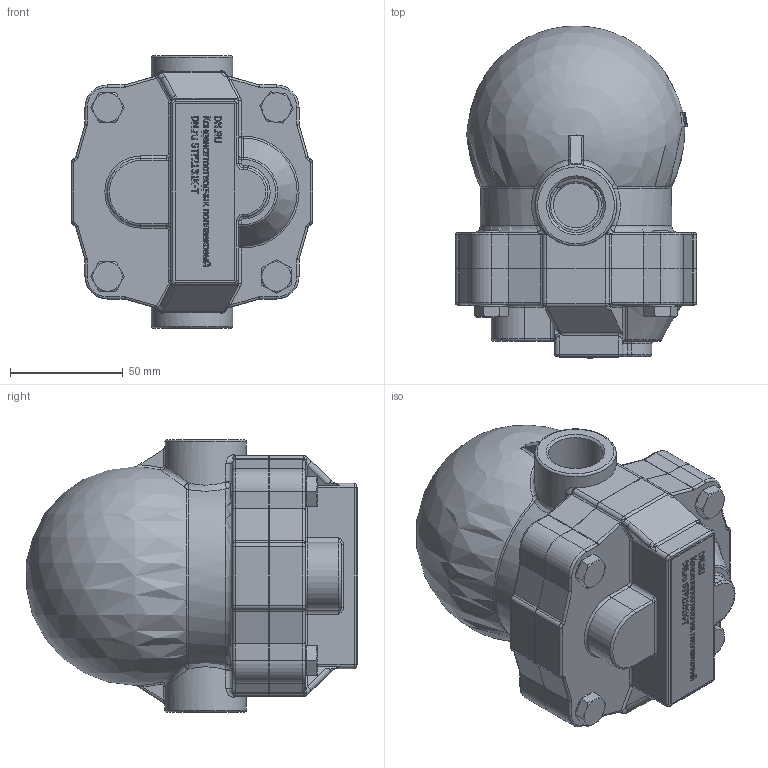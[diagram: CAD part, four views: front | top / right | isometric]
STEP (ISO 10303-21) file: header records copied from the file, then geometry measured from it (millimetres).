
FILE_DESCRIPTION(/* description */ (''),/* implementation_level */ '2;1');
FILE_NAME(/* name */ 'DN20_3D_STEP.stp',/* time_stamp */ '2025-11-23T00:31:02+03:00',/* author */ ('igorr'),/* organization */ (''),/* preprocessor_version */ 'ST-DEVELOPER v20',/* originating_system */ 'Autodesk Inventor 2025',/* authorisation */ '');
FILE_SCHEMA (('AUTOMOTIVE_DESIGN { 1 0 10303 214 3 1 1 }'));
Length unit declared in the file: millimetre
Products named in the file (3): Сборка1; Деталь1; AS 1110 - M8 x 12
Assembly tree (5 placements, depth 2):
  Сборка1
    Деталь1
    AS 1110 - M8 x 12  x4
Bounding box: 107 x 147.25 x 121 mm (x, y, z)
Volume: 921848 mm3; surface area: 90777.2 mm2
Topology: 9 solids, 9 shells, 1326 faces, 3422 edges, 2194 vertices
Faces by surface type: plane 632, bspline 395, cylinder 185, torus 63, cone 35, sphere 16
Full cylindrical faces by diameter (mm): 8 x8, 9 x8, 13 x4, 20 x2, 24.117 x2, 36.117 x2, 50.24 x1
Entity records: 45643 total; most frequent: CARTESIAN_POINT 15786, ORIENTED_EDGE 6520, DIRECTION 4800, EDGE_CURVE 3260, VERTEX_POINT 2104, LINE 1864, VECTOR 1864, AXIS2_PLACEMENT_3D 1468
